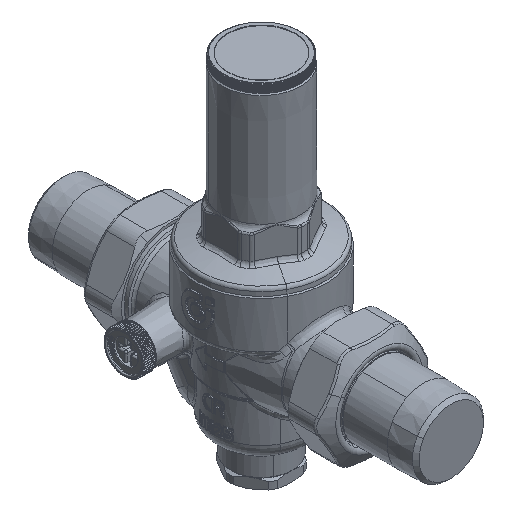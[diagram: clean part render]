
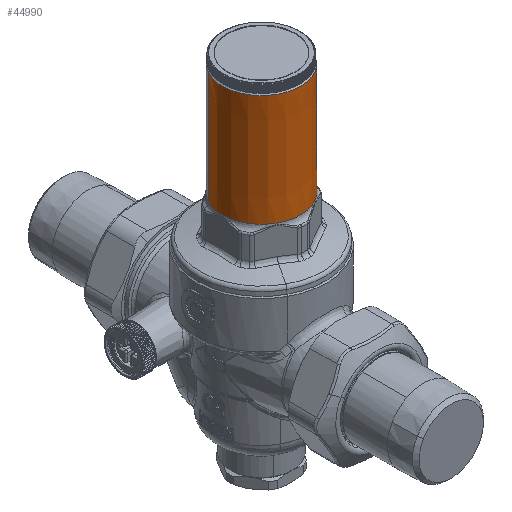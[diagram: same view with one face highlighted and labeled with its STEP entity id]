
A CAD part, isometric view. The second image highlights one B-rep face of the part: STEP entity #44990.
In plain terms, the highlighted conical face has half-angle 0.104 degrees and reference radius 18 mm.
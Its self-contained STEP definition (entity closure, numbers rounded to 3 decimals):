
#38970=CARTESIAN_POINT('Axis2P3D Location',(0.,0.,106.8)) ;
#38974=CARTESIAN_POINT('Vertex',(15.8,-8.632,106.8)) ;
#38976=CARTESIAN_POINT('Vertex',(-15.8,8.632,106.8)) ;
#44948=CARTESIAN_POINT('Axis2P3D Location',(0.,0.,109.)) ;
#44953=CARTESIAN_POINT('Line Origine',(15.84,-8.654,81.4)) ;
#44957=CARTESIAN_POINT('Vertex',(15.881,-8.676,55.528)) ;
#44964=CARTESIAN_POINT('Vertex',(-15.881,8.676,55.528)) ;
#44967=CARTESIAN_POINT('Line Origine',(-15.84,8.654,81.4)) ;
#44979=CARTESIAN_POINT('Axis2P3D Location',(0.,0.,55.528)) ;
#38971=DIRECTION('Axis2P3D Direction',(-0.,-0.,-1.)) ;
#44949=DIRECTION('Axis2P3D Direction',(0.,-0.,-1.)) ;
#44950=DIRECTION('Axis2P3D XDirection',(0.878,-0.479,0.)) ;
#44954=DIRECTION('Vector Direction',(0.002,-0.001,-1.)) ;
#44968=DIRECTION('Vector Direction',(-0.002,0.001,-1.)) ;
#44980=DIRECTION('Axis2P3D Direction',(-0.,-0.,-1.)) ;
#38972=AXIS2_PLACEMENT_3D('Circle Axis2P3D',#38970,#38971,$) ;
#44951=AXIS2_PLACEMENT_3D('Cone Axis2P3D',#44948,#44949,#44950) ;
#44981=AXIS2_PLACEMENT_3D('Circle Axis2P3D',#44979,#44980,$) ;
#44985=ORIENTED_EDGE('',*,*,#44971,.F.) ;
#44986=ORIENTED_EDGE('',*,*,#44983,.T.) ;
#44987=ORIENTED_EDGE('',*,*,#44959,.T.) ;
#44988=ORIENTED_EDGE('',*,*,#38978,.T.) ;
#44955=VECTOR('Line Direction',#44954,1.) ;
#44969=VECTOR('Line Direction',#44968,1.) ;
#44990=ADVANCED_FACE('PartBody',(#44989),#44952,.T.) ;
#38973=CIRCLE('generated circle',#38972,18.004) ;
#44982=CIRCLE('generated circle',#44981,18.097) ;
#44952=CONICAL_SURFACE('Cone',#44951,18.,0.002) ;
#38978=EDGE_CURVE('',#38975,#38977,#38973,.T.) ;
#44959=EDGE_CURVE('',#44958,#38975,#44956,.F.) ;
#44971=EDGE_CURVE('',#44965,#38977,#44970,.F.) ;
#44983=EDGE_CURVE('',#44965,#44958,#44982,.F.) ;
#44984=EDGE_LOOP('',(#44985,#44986,#44987,#44988)) ;
#44989=FACE_OUTER_BOUND('',#44984,.T.) ;
#44956=LINE('Line',#44953,#44955) ;
#44970=LINE('Line',#44967,#44969) ;
#38975=VERTEX_POINT('',#38974) ;
#38977=VERTEX_POINT('',#38976) ;
#44958=VERTEX_POINT('',#44957) ;
#44965=VERTEX_POINT('',#44964) ;
